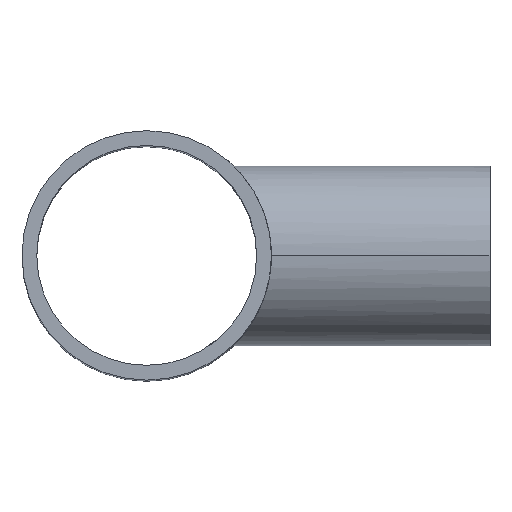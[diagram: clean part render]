
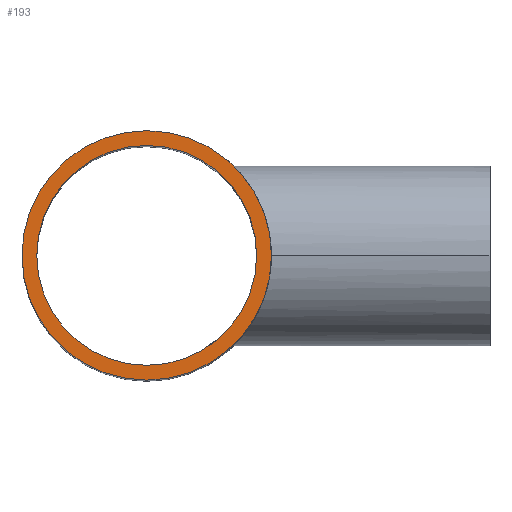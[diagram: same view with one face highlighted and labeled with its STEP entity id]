
A CAD part, top view. The second image highlights one B-rep face of the part: STEP entity #193.
In plain terms, the highlighted planar face has unit normal (0, 0, 1).
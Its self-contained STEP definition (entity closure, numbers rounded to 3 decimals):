
#13 = CARTESIAN_POINT ( 'NONE',  ( 0., 0., 178. ) ) ;
#14 = CIRCLE ( 'NONE', #380, 62.5 ) ;
#48 = VERTEX_POINT ( 'NONE', #265 ) ;
#51 = ORIENTED_EDGE ( 'NONE', *, *, #471, .T. ) ;
#69 = CARTESIAN_POINT ( 'NONE',  ( 0., 0., 178. ) ) ;
#75 = AXIS2_PLACEMENT_3D ( 'NONE', #492, #664, #394 ) ;
#89 = AXIS2_PLACEMENT_3D ( 'NONE', #13, #391, #399 ) ;
#114 = CIRCLE ( 'NONE', #496, 55.1 ) ;
#117 = DIRECTION ( 'NONE',  ( 1., 0., 0. ) ) ;
#148 = EDGE_CURVE ( 'NONE', #215, #365, #613, .T. ) ;
#156 = ORIENTED_EDGE ( 'NONE', *, *, #563, .F. ) ;
#159 = DIRECTION ( 'NONE',  ( 1., 0., 0. ) ) ;
#170 = DIRECTION ( 'NONE',  ( 0., 0., 1. ) ) ;
#174 = FACE_BOUND ( 'NONE', #693, .T. ) ;
#177 = DIRECTION ( 'NONE',  ( 0., 0., 1. ) ) ;
#181 = PLANE ( 'NONE',  #89 ) ;
#187 = CIRCLE ( 'NONE', #273, 62.5 ) ;
#193 = ADVANCED_FACE ( 'NONE', ( #292, #174 ), #181, .T. ) ;
#212 = EDGE_CURVE ( 'NONE', #527, #48, #14, .T. ) ;
#215 = VERTEX_POINT ( 'NONE', #606 ) ;
#255 = ORIENTED_EDGE ( 'NONE', *, *, #148, .F. ) ;
#265 = CARTESIAN_POINT ( 'NONE',  ( 62.5, 0., 178. ) ) ;
#273 = AXIS2_PLACEMENT_3D ( 'NONE', #69, #170, #117 ) ;
#288 = CARTESIAN_POINT ( 'NONE',  ( 0., 0., 178. ) ) ;
#292 = FACE_OUTER_BOUND ( 'NONE', #691, .T. ) ;
#365 = VERTEX_POINT ( 'NONE', #668 ) ;
#380 = AXIS2_PLACEMENT_3D ( 'NONE', #288, #177, #443 ) ;
#391 = DIRECTION ( 'NONE',  ( 0., 0., 1. ) ) ;
#394 = DIRECTION ( 'NONE',  ( 1., 0., 0. ) ) ;
#399 = DIRECTION ( 'NONE',  ( 1., 0., 0. ) ) ;
#428 = CARTESIAN_POINT ( 'NONE',  ( 0., 0., 178. ) ) ;
#443 = DIRECTION ( 'NONE',  ( 1., 0., 0. ) ) ;
#471 = EDGE_CURVE ( 'NONE', #48, #527, #187, .T. ) ;
#492 = CARTESIAN_POINT ( 'NONE',  ( 0., 0., 178. ) ) ;
#496 = AXIS2_PLACEMENT_3D ( 'NONE', #428, #582, #159 ) ;
#527 = VERTEX_POINT ( 'NONE', #667 ) ;
#563 = EDGE_CURVE ( 'NONE', #365, #215, #114, .T. ) ;
#582 = DIRECTION ( 'NONE',  ( 0., 0., 1. ) ) ;
#606 = CARTESIAN_POINT ( 'NONE',  ( -55.1, 0., 178. ) ) ;
#613 = CIRCLE ( 'NONE', #75, 55.1 ) ;
#664 = DIRECTION ( 'NONE',  ( 0., 0., 1. ) ) ;
#667 = CARTESIAN_POINT ( 'NONE',  ( -62.5, 0., 178. ) ) ;
#668 = CARTESIAN_POINT ( 'NONE',  ( 55.1, 0., 178. ) ) ;
#680 = ORIENTED_EDGE ( 'NONE', *, *, #212, .T. ) ;
#691 = EDGE_LOOP ( 'NONE', ( #680, #51 ) ) ;
#693 = EDGE_LOOP ( 'NONE', ( #255, #156 ) ) ;
